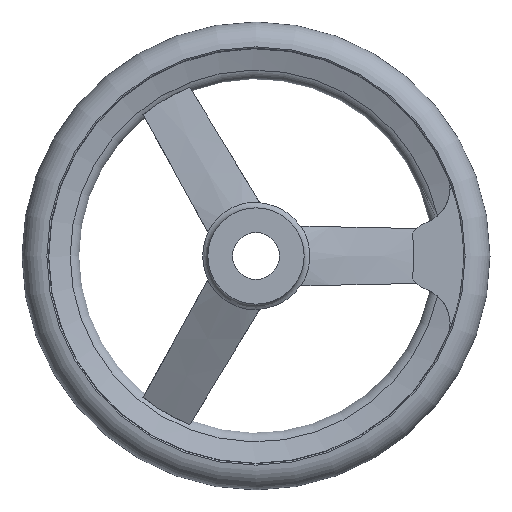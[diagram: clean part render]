
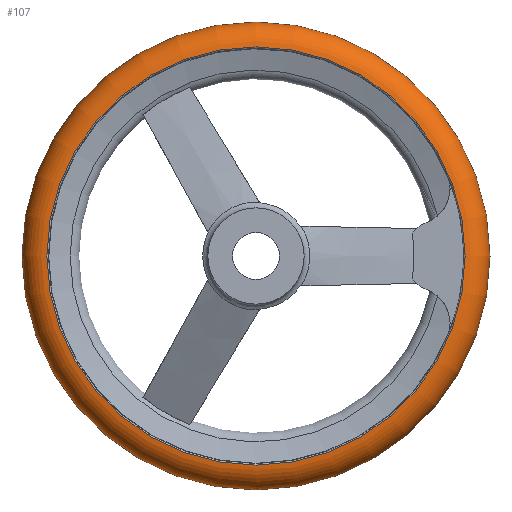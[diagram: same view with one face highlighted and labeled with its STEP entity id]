
A CAD part, front view. The second image highlights one B-rep face of the part: STEP entity #107.
In plain terms, the highlighted toroidal (fillet/blend) face has major radius 80 mm and minor radius 10 mm.
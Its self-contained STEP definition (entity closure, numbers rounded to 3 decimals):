
#107 = ADVANCED_FACE( '', ( #234, #235, #236 ), #237, .T. );
#234 = FACE_BOUND( '', #376, .T. );
#235 = FACE_OUTER_BOUND( '', #377, .T. );
#236 = FACE_OUTER_BOUND( '', #378, .T. );
#237 = TOROIDAL_SURFACE( '', #379, 80., 10. );
#376 = VERTEX_LOOP( '', #621 );
#377 = EDGE_LOOP( '', ( #622 ) );
#378 = EDGE_LOOP( '', ( #623 ) );
#379 = AXIS2_PLACEMENT_3D( '', #624, #625, #626 );
#621 = VERTEX_POINT( '', #884 );
#622 = ORIENTED_EDGE( '', *, *, #852, .T. );
#623 = ORIENTED_EDGE( '', *, *, #885, .F. );
#624 = CARTESIAN_POINT( '', ( 0., 32.5, 0. ) );
#625 = DIRECTION( '', ( 0., -1., 0. ) );
#626 = DIRECTION( '', ( 0., 0., -1. ) );
#852 = EDGE_CURVE( '', #1033, #1033, #1034, .T. );
#884 = CARTESIAN_POINT( '', ( 0., 32.5, -90. ) );
#885 = EDGE_CURVE( '', #1084, #1084, #1085, .T. );
#1033 = VERTEX_POINT( '', #1480 );
#1034 = CIRCLE( '', #1481, 80.417 );
#1084 = VERTEX_POINT( '', #1666 );
#1085 = CIRCLE( '', #1667, 80.417 );
#1480 = CARTESIAN_POINT( '', ( 0., 42.491, -80.417 ) );
#1481 = AXIS2_PLACEMENT_3D( '', #1865, #1866, #1867 );
#1666 = CARTESIAN_POINT( '', ( 0., 22.509, -80.417 ) );
#1667 = AXIS2_PLACEMENT_3D( '', #1899, #1900, #1901 );
#1865 = CARTESIAN_POINT( '', ( 0., 42.491, 0. ) );
#1866 = DIRECTION( '', ( 0., -1., 0. ) );
#1867 = DIRECTION( '', ( 0., 0., -1. ) );
#1899 = CARTESIAN_POINT( '', ( 0., 22.509, 0. ) );
#1900 = DIRECTION( '', ( 0., -1., 0. ) );
#1901 = DIRECTION( '', ( 0., 0., -1. ) );
